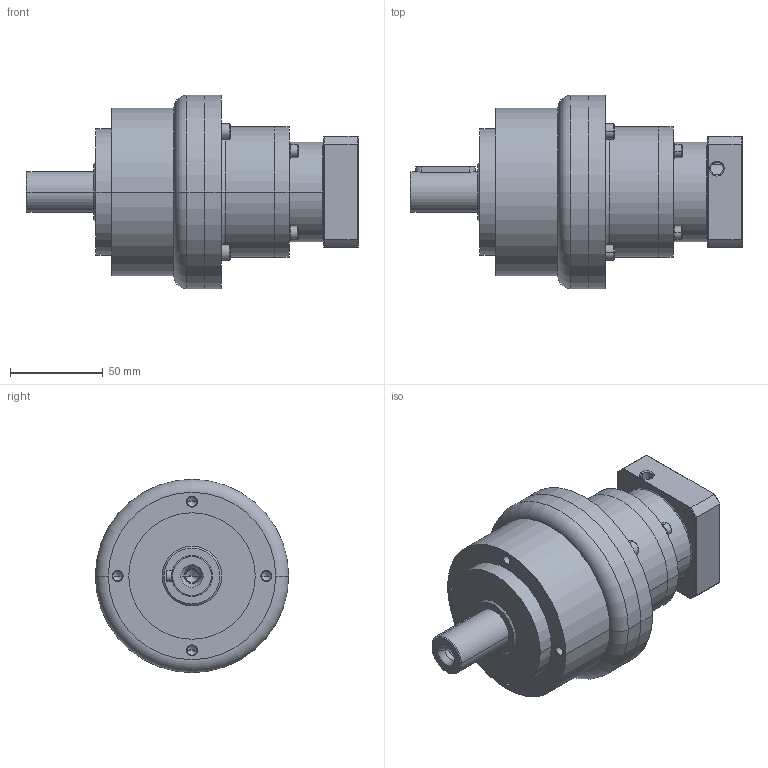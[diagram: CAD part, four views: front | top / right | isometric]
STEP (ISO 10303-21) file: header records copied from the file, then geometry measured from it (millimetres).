
FILE_DESCRIPTION((''),'2;1');
FILE_NAME('AE0902-P0403200503_ASM','2008-09-10T',('d00080'),(''),'PRO/ENGINEER BY PARAMETRIC TECHNOLOGY CORPORATION, 2006170','PRO/ENGINEER BY PARAMETRIC TECHNOLOGY CORPORATION, 2006170','');
FILE_SCHEMA(('CONFIG_CONTROL_DESIGN'));
Length unit declared in the file: millimetre
Products named in the file (10): AE090-2; P243; 220120604; RG-SET3-3_ASM; P1302200001; 233100002; 220100504; COVER-SET-2_ASM; P0403200503; AE0902-P0403200503_ASM
Assembly tree (18 placements, depth 3):
  AE0902-P0403200503_ASM
    AE090-2
    RG-SET3-3_ASM
      P243
      220120604  x4
    COVER-SET-2_ASM
      P1302200001
      233100002  x4
      220100504  x4
    P0403200503
Bounding box: 178.5 x 104 x 104 mm (x, y, z)
Volume: 684144.8 mm3; surface area: 102870.2 mm2
Topology: 16 solids, 26 shells, 547 faces, 1228 edges, 741 vertices
Faces by surface type: cylinder 223, plane 192, cone 92, torus 40
Entity records: 10323 total; most frequent: CARTESIAN_POINT 2033, DIRECTION 1888, ORIENTED_EDGE 1516, AXIS2_PLACEMENT_3D 786, EDGE_CURVE 778, VERTEX_POINT 489, EDGE_LOOP 409, CIRCLE 403
